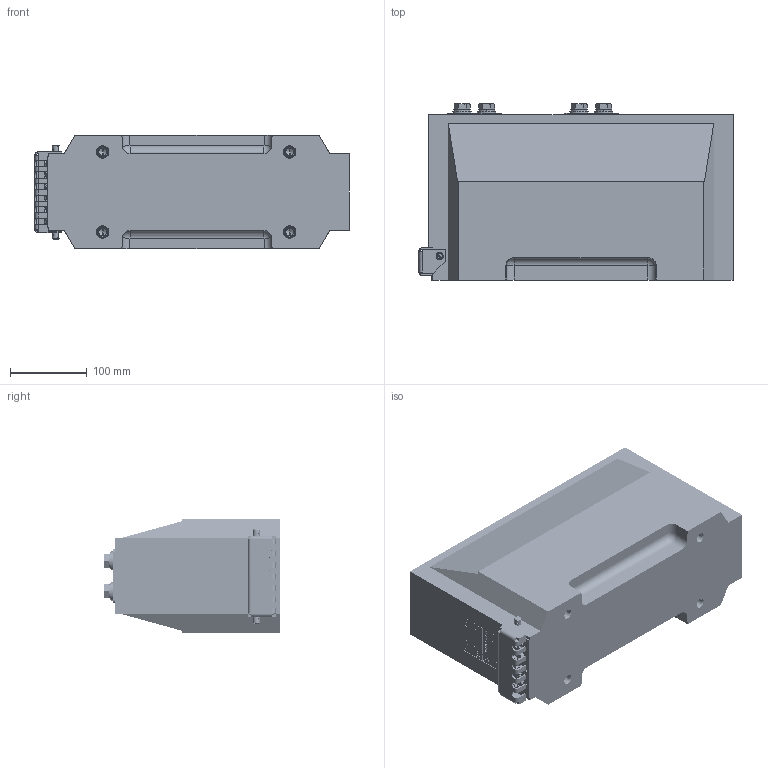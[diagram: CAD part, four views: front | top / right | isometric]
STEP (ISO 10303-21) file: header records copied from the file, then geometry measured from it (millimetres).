
FILE_DESCRIPTION (( 'STEP AP214' ), '1' );
FILE_NAME ('ﾒﾋﾊ-ﾑﾒ-10-12 (2000ﾀ).STEP', '2023-06-06T07:19:00', ( '' ), ( '' ), 'SwSTEP 2.0', 'SolidWorks 2014', '' );
FILE_SCHEMA (( 'AUTOMOTIVE_DESIGN' ));
Length unit declared in the file: millimetre
Products named in the file (32): ÂÅÈÓ.684419.009 Ìàãíèòîïðîâîä ñ îáìîòêîé(2)_-02 (37,5); hex screw gradeab_din_ISO 4017 - M5 x 10-N; Ïðîâîä ÏÝÒÂ-2 ÒÓ-705110-79^ÂÅÈÓ.684419.009 Ìàãíèòîïðîâîä ñ îáìîòêîé(2)_37,5; Ëåíòà áàòèñòîâàÿ ËÝ25-39 õ á S0.22 ÃÎÑÒ 4514-78^ÂÅÈÓ.684419.009 Ìàãíèòîïðîâîä ñ îáìîòêîé(2)_37,5; curved spring lock washer_din_Spring washer DIN 128 - A5; ÂÅÈÓ.757255.101 Ìàãíèòîïðîâîä â êîðïóñå_03; plain washer grade a_din_Washer DIN 125 - A 5.3; 屡扔.731431.005 项塍觐痫篑; hex screw gradeab_din_ISO 4017 - M12 x 30-N; 项腓囔桎 610^屡扔.731431.005 项塍觐痫篑; 屡扔.757265.001 锑沩栩铒痤忸鋉72; curved spring lock washer_din_Spring washer DIN 128 - A12; ÂÅÈÓ.684419.009 Ìàãíèòîïðîâîä ñ îáìîòêîé(2)_-03 (50); plain washer grade a_din_Washer DIN 125 - A 13; Ïðîâîä ÏÝÒÂ-2 ÒÓ-705110-79^ÂÅÈÓ.684419.009 Ìàãíèòîïðîâîä ñ îáìîòêîé(2)_50; Ëåíòà áàòèñòîâàÿ ËÝ25-39 õ á S0.22 ÃÎÑÒ 4514-78^ÂÅÈÓ.684419.009 Ìàãíèòîïðîâîä ñ îáìîòêîé(2)_50; ÂÅÈÓ.754312.182À Òàáëè÷êà òåõíè÷åñêèõ äàííûõ ÒËÊ-ÑÒ_-00; ÂÅÈÓ.757255.101 Ìàãíèòîïðîâîä â êîðïóñå_04; 屡扔.758181.002 妈眚 镫铎徼痤忸黜; ÂÅÈÓ.735314.015 Êðûøêà çàùèòíàÿ_-01; 屡扔.731431.003 项塍觐痫篑; ÂÅÈÓ.671213.537 Ñáîðêà òðàíñôîðìàòîðà ñ çàëèâêîé_-08; Çàêëîäíàÿ àðìàòóðà Ì6; Îòëèâêà^ÂÅÈÓ.671213.537 Ñáîðêà òðàíñôîðìàòîðà ñ çàëèâêîé_-08; 项腓囔桎 610^屡扔.731431.003 项塍觐痫篑; ÂÅÈÓ.671213.337 Àêòèâíàÿ ÷àñòü_-05; 屡扔.757265.001 锑沩栩铒痤忸鋉74; 屡扔.757465.010 袜觐礤黜桕_00; 屡扔.757465.021 袜觐礤黜桕_-01; ﾒﾋﾊ-ﾑﾒ-10-12 (2000ﾀ); 屡扔.758472.007 绵殛郷-02; ÂÅÈÓ.758472.006 Ãàéêà ñïåöèàëüíàÿ_00
Assembly tree (88 placements, depth 7):
  ﾒﾋﾊ-ﾑﾒ-10-12 (2000ﾀ)
    ÂÅÈÓ.671213.537 Ñáîðêà òðàíñôîðìàòîðà ñ çàëèâêîé_-08
      ÂÅÈÓ.671213.337 Àêòèâíàÿ ÷àñòü_-05
        ÂÅÈÓ.684419.009 Ìàãíèòîïðîâîä ñ îáìîòêîé(2)_-03 (50)  x3
          ÂÅÈÓ.757255.101 Ìàãíèòîïðîâîä â êîðïóñå_04
            屡扔.757265.001 锑沩栩铒痤忸鋉74
            屡扔.731431.003 项塍觐痫篑
              项腓囔桎 610^屡扔.731431.003 项塍觐痫篑
              Çàêëîäíàÿ àðìàòóðà Ì6
          Ëåíòà áàòèñòîâàÿ ËÝ25-39 õ á S0.22 ÃÎÑÒ 4514-78^ÂÅÈÓ.684419.009 Ìàãíèòîïðîâîä ñ îáìîòêîé(2)_50
          Ïðîâîä ÏÝÒÂ-2 ÒÓ-705110-79^ÂÅÈÓ.684419.009 Ìàãíèòîïðîâîä ñ îáìîòêîé(2)_50
        ÂÅÈÓ.684419.009 Ìàãíèòîïðîâîä ñ îáìîòêîé(2)_-02 (37,5)
          ÂÅÈÓ.757255.101 Ìàãíèòîïðîâîä â êîðïóñå_03
            屡扔.757265.001 锑沩栩铒痤忸鋉72
            屡扔.731431.005 项塍觐痫篑
              项腓囔桎 610^屡扔.731431.005 项塍觐痫篑
              Çàêëîäíàÿ àðìàòóðà Ì6
            屡扔.731431.003 项塍觐痫篑
              项腓囔桎 610^屡扔.731431.003 项塍觐痫篑
              Çàêëîäíàÿ àðìàòóðà Ì6
          Ëåíòà áàòèñòîâàÿ ËÝ25-39 õ á S0.22 ÃÎÑÒ 4514-78^ÂÅÈÓ.684419.009 Ìàãíèòîïðîâîä ñ îáìîòêîé(2)_37,5
          Ïðîâîä ÏÝÒÂ-2 ÒÓ-705110-79^ÂÅÈÓ.684419.009 Ìàãíèòîïðîâîä ñ îáìîòêîé(2)_37,5
        屡扔.758472.007 绵殛郷-02  x8
        屡扔.757465.021 袜觐礤黜桕_-01
        屡扔.757465.010 袜觐礤黜桕_00
      Îòëèâêà^ÂÅÈÓ.671213.537 Ñáîðêà òðàíñôîðìàòîðà ñ çàëèâêîé_-08
    ÂÅÈÓ.735314.015 Êðûøêà çàùèòíàÿ_-01
    屡扔.758181.002 妈眚 镫铎徼痤忸黜  x2
    ÂÅÈÓ.754312.182À Òàáëè÷êà òåõíè÷åñêèõ äàííûõ ÒËÊ-ÑÒ_-00
    plain washer grade a_din_Washer DIN 125 - A 13  x8
    curved spring lock washer_din_Spring washer DIN 128 - A12  x8
    hex screw gradeab_din_ISO 4017 - M12 x 30-N  x8
    plain washer grade a_din_Washer DIN 125 - A 5.3  x8
    curved spring lock washer_din_Spring washer DIN 128 - A5  x8
    hex screw gradeab_din_ISO 4017 - M5 x 10-N  x8
    ÂÅÈÓ.758472.006 Ãàéêà ñïåöèàëüíàÿ_00  x4
Bounding box: 408 x 229.16 x 148 mm (x, y, z)
Volume: 13091279.5 mm3; surface area: 1646179 mm2
Topology: 89 solids, 89 shells, 6020 faces, 15164 edges, 9678 vertices
Faces by surface type: plane 2878, bspline 1315, cylinder 901, cone 562, torus 344, sphere 20
Entity records: 227759 total; most frequent: CARTESIAN_POINT 91761, ORIENTED_EDGE 23876, DIRECTION 17539, EDGE_CURVE 11938, VERTEX_POINT 7800, VECTOR 7659, LINE 7659, EDGE_LOOP 5036
